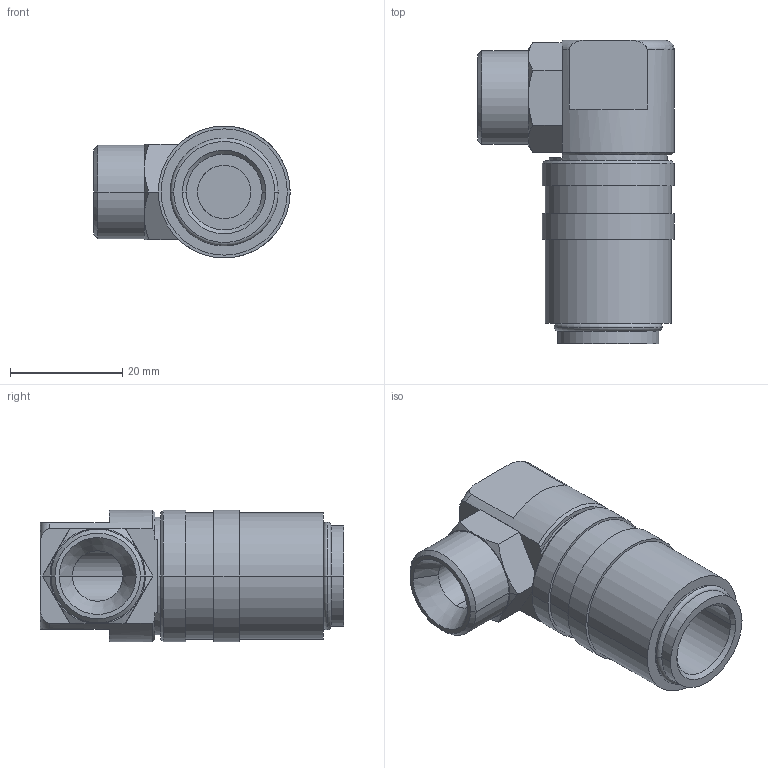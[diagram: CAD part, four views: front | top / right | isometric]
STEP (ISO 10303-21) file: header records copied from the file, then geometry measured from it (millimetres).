
FILE_DESCRIPTION(('STEP AP214'),'1');
FILE_NAME('eshe_38_a-90ab.stp','2020-04-22T06:06:58',('TraceParts'),('TraceParts S.A.'),'Spatial InterOp 3D',' ',' ');
FILE_SCHEMA(('automotive_design'));
Length unit declared in the file: millimetre
Products named in the file (1): 1
Bounding box: 34.98 x 54 x 23.5 mm (x, y, z)
Volume: 18075.5 mm3; surface area: 7663.7 mm2
Topology: 1 solids, 1 shells, 74 faces, 177 edges, 112 vertices
Faces by surface type: plane 27, cylinder 22, cone 18, torus 7
Entity records: 3183 total; most frequent: CARTESIAN_POINT 836, DIRECTION 387, ORIENTED_EDGE 354, EDGE_CURVE 177, AXIS2_PLACEMENT_3D 159, VERTEX_POINT 112, EDGE_LOOP 83, CIRCLE 80
